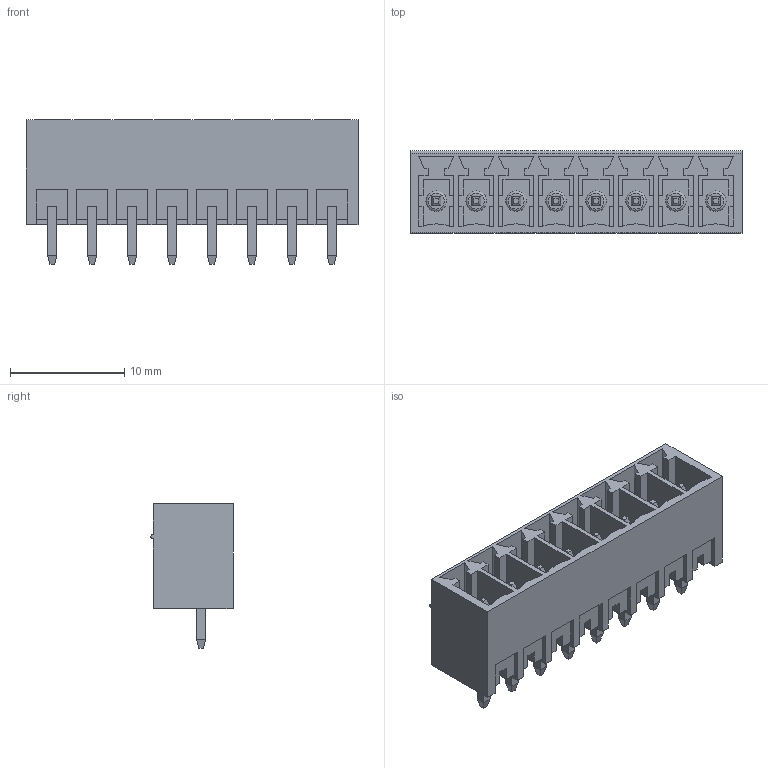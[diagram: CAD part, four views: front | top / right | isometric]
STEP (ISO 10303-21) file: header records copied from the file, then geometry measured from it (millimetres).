
FILE_DESCRIPTION( ( 'Unknown' ), '1' );
FILE_NAME( '691321100008.stp', 'Unknown', ( 'Quentin LAIDEBEUR' ), ( 'WE' ), 'PSStep 15.0.49', 'Sample-box', ' ' );
FILE_SCHEMA( ( 'AUTOMOTIVE_DESIGN { 1 0 10303 214 1 1 1 1 }' ) );
Length unit declared in the file: millimetre
Products named in the file (3): Assem1; 691325110008; 6913211000xx_PIN
Assembly tree (9 placements, depth 2):
  Assem1
    691325110008
    6913211000xx_PIN  x8
Bounding box: 29.1 x 7.2 x 12.7 mm (x, y, z)
Volume: 861.1 mm3; surface area: 2958.7 mm2
Topology: 9 solids, 9 shells, 448 faces, 1186 edges, 764 vertices
Faces by surface type: plane 423, cylinder 17, torus 8
Full cylindrical faces by diameter (mm): 1.8 x8
Entity records: 13894 total; most frequent: CARTESIAN_POINT 1970, ORIENTED_EDGE 1932, DIRECTION 1728, EDGE_CURVE 966, LINE 924, VECTOR 924, VERTEX_POINT 644, AXIS2_PLACEMENT_3D 402
